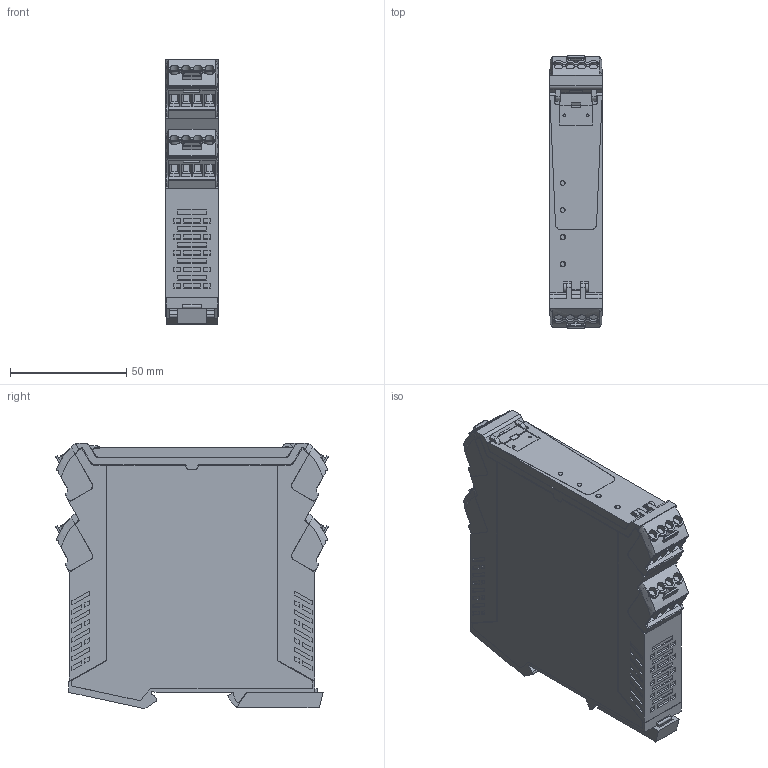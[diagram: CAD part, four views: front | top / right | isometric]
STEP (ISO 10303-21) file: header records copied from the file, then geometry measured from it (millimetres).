
FILE_DESCRIPTION(('CATIA V5 STEP Exchange','CAx-IF Rec.Pracs.--- Model Styling and Organization---1.4--- 2014-01-23'),'2;1');
FILE_NAME ('10698863_3', '2019-03-22T09:14:38+00:00', ('none'), ('Weidmueller'), 'CATIA Version 5-6 Release 2016 SP3 HF44', 'CATIA V5 STEP AP214', 'none');
FILE_SCHEMA(('AUTOMOTIVE_DESIGN { 1 0 10303 214 1 1 1 1 }'));
Products named in the file (1): 7760054165
Bounding box: 22.5 x 117.21 x 114.02 mm (x, y, z)
Volume: 256235.9 mm3; surface area: 57691.8 mm2
Topology: 27 solids, 27 shells, 1771 faces, 5227 edges, 3608 vertices
Faces by surface type: plane 1315, cylinder 385, extrusion 37, revolution 16, sphere 10, bspline 8
Entity records: 58758 total; most frequent: CARTESIAN_POINT 13504, ORIENTED_EDGE 10438, DIRECTION 6583, EDGE_CURVE 5219, VECTOR 3717, LINE 3680, VERTEX_POINT 3608, EDGE_LOOP 1903
